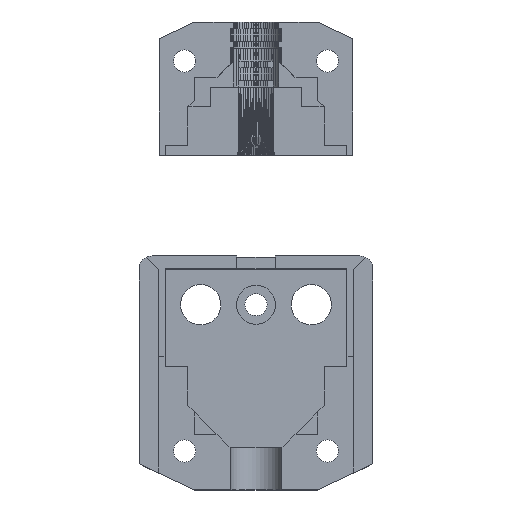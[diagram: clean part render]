
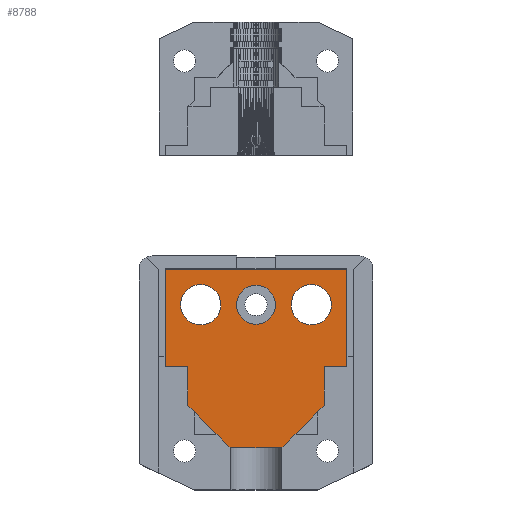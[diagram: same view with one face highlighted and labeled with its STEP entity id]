
A CAD part, top view. The second image highlights one B-rep face of the part: STEP entity #8788.
In plain terms, the highlighted planar face has unit normal (0, 0, 1).
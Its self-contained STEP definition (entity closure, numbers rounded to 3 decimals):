
#52=FACE_BOUND('',#1099,.T.);
#53=FACE_BOUND('',#1100,.T.);
#54=FACE_BOUND('',#1101,.T.);
#77=CIRCLE('',#9350,3.1);
#78=CIRCLE('',#9351,3.);
#79=CIRCLE('',#9352,3.1);
#568=FACE_OUTER_BOUND('',#1098,.T.);
#1098=EDGE_LOOP('',(#7607,#7608,#7609,#7610,#7611,#7612,#7613,#7614,#7615,
#7616,#7617));
#1099=EDGE_LOOP('',(#7618));
#1100=EDGE_LOOP('',(#7619));
#1101=EDGE_LOOP('',(#7620));
#2235=LINE('',#13926,#3408);
#2237=LINE('',#13930,#3410);
#2238=LINE('',#13932,#3411);
#2239=LINE('',#13934,#3412);
#2240=LINE('',#13936,#3413);
#2241=LINE('',#13938,#3414);
#2242=LINE('',#13940,#3415);
#2243=LINE('',#13942,#3416);
#2244=LINE('',#13944,#3417);
#2245=LINE('',#13946,#3418);
#2246=LINE('',#13947,#3419);
#3408=VECTOR('',#11511,10.);
#3410=VECTOR('',#11515,10.);
#3411=VECTOR('',#11516,10.);
#3412=VECTOR('',#11517,10.);
#3413=VECTOR('',#11518,10.);
#3414=VECTOR('',#11519,10.);
#3415=VECTOR('',#11520,10.);
#3416=VECTOR('',#11521,10.);
#3417=VECTOR('',#11522,10.);
#3418=VECTOR('',#11523,10.);
#3419=VECTOR('',#11524,10.);
#4129=VERTEX_POINT('',#13923);
#4130=VERTEX_POINT('',#13925);
#4131=VERTEX_POINT('',#13929);
#4132=VERTEX_POINT('',#13931);
#4133=VERTEX_POINT('',#13933);
#4134=VERTEX_POINT('',#13935);
#4135=VERTEX_POINT('',#13937);
#4136=VERTEX_POINT('',#13939);
#4137=VERTEX_POINT('',#13941);
#4138=VERTEX_POINT('',#13943);
#4139=VERTEX_POINT('',#13945);
#4140=VERTEX_POINT('',#13948);
#4141=VERTEX_POINT('',#13950);
#4142=VERTEX_POINT('',#13952);
#5303=EDGE_CURVE('',#4129,#4130,#2235,.T.);
#5305=EDGE_CURVE('',#4129,#4131,#2237,.T.);
#5306=EDGE_CURVE('',#4132,#4131,#2238,.T.);
#5307=EDGE_CURVE('',#4133,#4132,#2239,.T.);
#5308=EDGE_CURVE('',#4133,#4134,#2240,.T.);
#5309=EDGE_CURVE('',#4134,#4135,#2241,.T.);
#5310=EDGE_CURVE('',#4135,#4136,#2242,.T.);
#5311=EDGE_CURVE('',#4136,#4137,#2243,.T.);
#5312=EDGE_CURVE('',#4137,#4138,#2244,.T.);
#5313=EDGE_CURVE('',#4138,#4139,#2245,.T.);
#5314=EDGE_CURVE('',#4139,#4130,#2246,.T.);
#5315=EDGE_CURVE('',#4140,#4140,#77,.T.);
#5316=EDGE_CURVE('',#4141,#4141,#78,.T.);
#5317=EDGE_CURVE('',#4142,#4142,#79,.T.);
#7607=ORIENTED_EDGE('',*,*,#5303,.F.);
#7608=ORIENTED_EDGE('',*,*,#5305,.T.);
#7609=ORIENTED_EDGE('',*,*,#5306,.F.);
#7610=ORIENTED_EDGE('',*,*,#5307,.F.);
#7611=ORIENTED_EDGE('',*,*,#5308,.T.);
#7612=ORIENTED_EDGE('',*,*,#5309,.T.);
#7613=ORIENTED_EDGE('',*,*,#5310,.T.);
#7614=ORIENTED_EDGE('',*,*,#5311,.T.);
#7615=ORIENTED_EDGE('',*,*,#5312,.T.);
#7616=ORIENTED_EDGE('',*,*,#5313,.T.);
#7617=ORIENTED_EDGE('',*,*,#5314,.T.);
#7618=ORIENTED_EDGE('',*,*,#5315,.T.);
#7619=ORIENTED_EDGE('',*,*,#5316,.T.);
#7620=ORIENTED_EDGE('',*,*,#5317,.T.);
#8273=PLANE('',#9349);
#8788=ADVANCED_FACE('',(#568,#52,#53,#54),#8273,.T.);
#9349=AXIS2_PLACEMENT_3D('',#13928,#11513,#11514);
#9350=AXIS2_PLACEMENT_3D('',#13949,#11525,#11526);
#9351=AXIS2_PLACEMENT_3D('',#13951,#11527,#11528);
#9352=AXIS2_PLACEMENT_3D('',#13953,#11529,#11530);
#11511=DIRECTION('',(1.,0.,0.));
#11513=DIRECTION('center_axis',(0.,0.,1.));
#11514=DIRECTION('ref_axis',(1.,0.,0.));
#11515=DIRECTION('',(0.,-1.,0.));
#11516=DIRECTION('',(-1.,0.,0.));
#11517=DIRECTION('',(0.,1.,0.));
#11518=DIRECTION('',(0.707,-0.707,0.));
#11519=DIRECTION('',(1.,0.,0.));
#11520=DIRECTION('',(1.,0.,0.));
#11521=DIRECTION('',(0.707,0.707,0.));
#11522=DIRECTION('',(0.,1.,0.));
#11523=DIRECTION('',(1.,0.,0.));
#11524=DIRECTION('',(0.,1.,0.));
#11525=DIRECTION('center_axis',(0.,0.,-1.));
#11526=DIRECTION('ref_axis',(-1.,0.,0.));
#11527=DIRECTION('center_axis',(0.,0.,-1.));
#11528=DIRECTION('ref_axis',(-1.,0.,0.));
#11529=DIRECTION('center_axis',(0.,0.,-1.));
#11530=DIRECTION('ref_axis',(-1.,0.,0.));
#13923=CARTESIAN_POINT('',(-14.,38.,3.));
#13925=CARTESIAN_POINT('',(14.,38.,3.));
#13926=CARTESIAN_POINT('',(-14.,38.,3.));
#13928=CARTESIAN_POINT('Origin',(-10.5,23.,3.));
#13929=CARTESIAN_POINT('',(-14.,23.,3.));
#13930=CARTESIAN_POINT('',(-14.,23.,3.));
#13931=CARTESIAN_POINT('',(-10.5,23.,3.));
#13932=CARTESIAN_POINT('',(-12.25,23.,3.));
#13933=CARTESIAN_POINT('',(-10.5,17.019,3.));
#13934=CARTESIAN_POINT('',(-10.5,17.,3.));
#13935=CARTESIAN_POINT('',(-4.,10.519,3.));
#13936=CARTESIAN_POINT('',(-8.457,14.976,3.));
#13937=CARTESIAN_POINT('',(0.,10.519,3.));
#13938=CARTESIAN_POINT('',(-7.25,10.519,3.));
#13939=CARTESIAN_POINT('',(4.,10.519,3.));
#13940=CARTESIAN_POINT('',(-7.25,10.519,3.));
#13941=CARTESIAN_POINT('',(10.5,17.019,3.));
#13942=CARTESIAN_POINT('',(6.736,13.255,3.));
#13943=CARTESIAN_POINT('',(10.5,23.,3.));
#13944=CARTESIAN_POINT('',(10.5,17.,3.));
#13945=CARTESIAN_POINT('',(14.,23.,3.));
#13946=CARTESIAN_POINT('',(10.5,23.,3.));
#13947=CARTESIAN_POINT('',(14.,23.,3.));
#13948=CARTESIAN_POINT('',(-5.4,32.5,3.));
#13949=CARTESIAN_POINT('Origin',(-8.5,32.5,3.));
#13950=CARTESIAN_POINT('',(3.,32.5,3.));
#13951=CARTESIAN_POINT('Origin',(0.,32.5,3.));
#13952=CARTESIAN_POINT('',(11.6,32.5,3.));
#13953=CARTESIAN_POINT('Origin',(8.5,32.5,3.));
